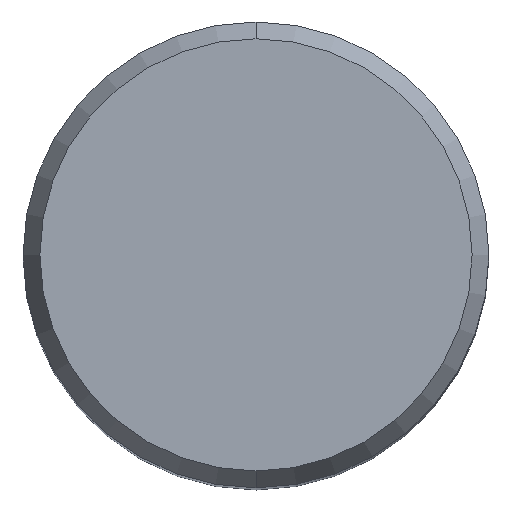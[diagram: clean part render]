
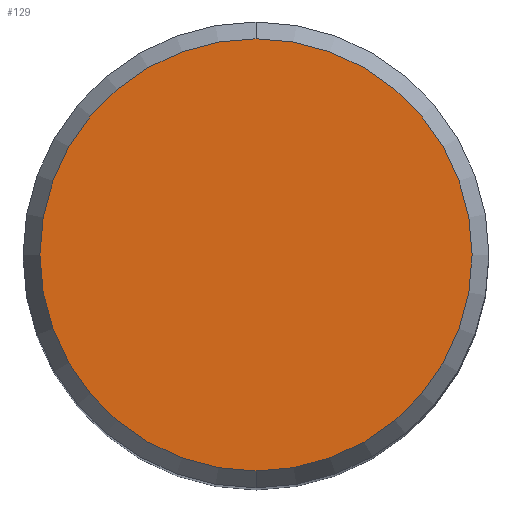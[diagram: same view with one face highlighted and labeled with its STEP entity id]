
A CAD part, top view. The second image highlights one B-rep face of the part: STEP entity #129.
In plain terms, the highlighted planar face has unit normal (0, 0, 1).
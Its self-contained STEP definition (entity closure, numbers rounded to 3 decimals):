
#93=VERTEX_POINT('',#221);
#129=ADVANCED_FACE('',(#260),#261,.T.);
#131=VERTEX_POINT('',#263);
#149=EDGE_CURVE('',#131,#93,#284,.T.);
#161=EDGE_CURVE('',#93,#131,#296,.T.);
#221=CARTESIAN_POINT('',(0.0,8.837,0.01));
#260=FACE_OUTER_BOUND('',#410,.T.);
#261=PLANE('',#411);
#263=CARTESIAN_POINT('',(0.,-8.837,0.01));
#284=CIRCLE('',#442,8.837);
#296=CIRCLE('',#458,8.837);
#410=EDGE_LOOP('',(#554,#555));
#411=AXIS2_PLACEMENT_3D('',#556,#557,#558);
#442=AXIS2_PLACEMENT_3D('',#592,#593,#594);
#458=AXIS2_PLACEMENT_3D('',#604,#605,#606);
#554=ORIENTED_EDGE('',*,*,#161,.F.);
#555=ORIENTED_EDGE('',*,*,#149,.F.);
#556=CARTESIAN_POINT('',(0.0,4.419,0.01));
#557=DIRECTION('',(-0.0,0.0,1.0));
#558=DIRECTION('',(0.0,-1.0,0.0));
#592=CARTESIAN_POINT('',(0.0,0.0,0.01));
#593=DIRECTION('',(0.0,0.0,-1.0));
#594=DIRECTION('',(0.0,1.0,0.0));
#604=CARTESIAN_POINT('',(0.0,0.0,0.01));
#605=DIRECTION('',(0.0,0.0,-1.0));
#606=DIRECTION('',(0.0,1.0,0.0));
